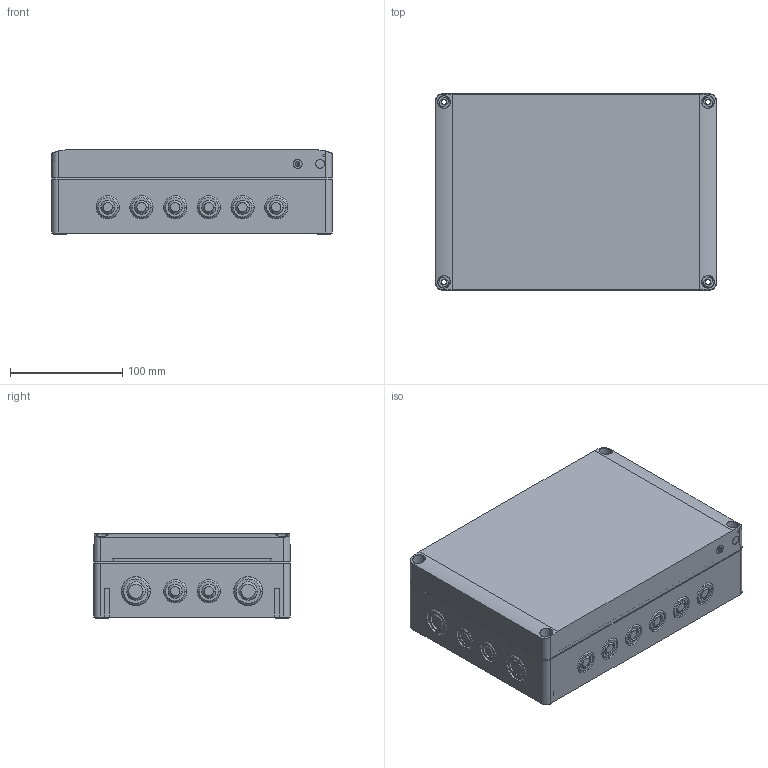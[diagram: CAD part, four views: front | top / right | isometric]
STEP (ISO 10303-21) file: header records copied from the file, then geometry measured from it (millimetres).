
FILE_DESCRIPTION((''),'2;1');
FILE_NAME('SPCM182508T_ASM','2008-12-08T',('pasi_koskela'),(''),'PRO/ENGINEER BY PARAMETRIC TECHNOLOGY CORPORATION, 2008250','PRO/ENGINEER BY PARAMETRIC TECHNOLOGY CORPORATION, 2008250','');
FILE_SCHEMA(('AUTOMOTIVE_DESIGN_CC2 { 1 2 10303 214 -1 1 5 2 }'));
Length unit declared in the file: millimetre
Products named in the file (3): SPCM182505B; SPCT182503L; SPCM182508T_ASM
Assembly tree (2 placements, depth 2):
  SPCM182508T_ASM
    SPCM182505B
    SPCT182503L
Bounding box: 250 x 175 x 75 mm (x, y, z)
Volume: 492006.6 mm3; surface area: 325251.8 mm2
Topology: 2 solids, 2 shells, 1398 faces, 3501 edges, 2256 vertices
Faces by surface type: plane 756, cone 290, cylinder 284, bspline 48, torus 20
Entity records: 60398 total; most frequent: CARTESIAN_POINT 18096, ORIENTED_EDGE 6996, DIRECTION 6628, EDGE_CURVE 3498, PRESENTATION_STYLE_ASSIGNMENT 2962, STYLED_ITEM 2962, CURVE_STYLE 2961, AXIS2_PLACEMENT_3D 2272
